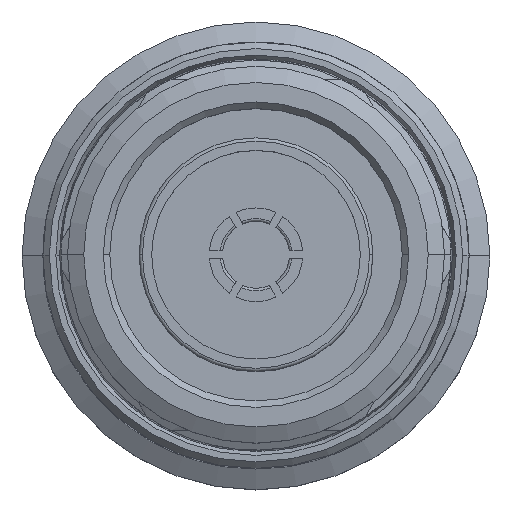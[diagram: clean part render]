
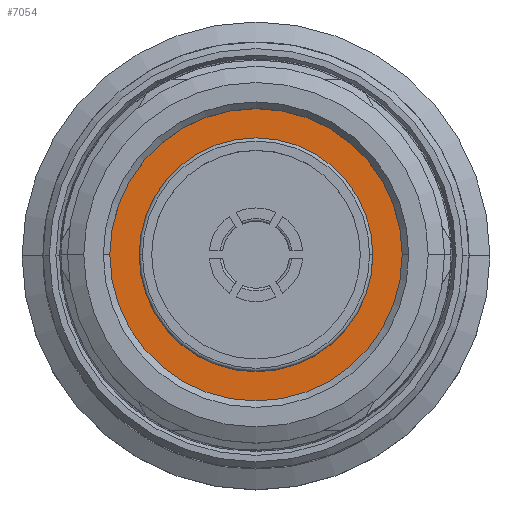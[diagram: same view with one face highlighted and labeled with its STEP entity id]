
A CAD part, top view. The second image highlights one B-rep face of the part: STEP entity #7054.
In plain terms, the highlighted planar face has unit normal (0, 0, 1).
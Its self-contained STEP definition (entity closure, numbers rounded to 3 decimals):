
#168 = DIRECTION ( 'NONE',  ( -1., 0., 0. ) ) ;
#179 = VERTEX_POINT ( 'NONE', #556 ) ;
#319 = DIRECTION ( 'NONE',  ( 0., 0., 1. ) ) ;
#556 = CARTESIAN_POINT ( 'NONE',  ( 11.25, 0., -8.5 ) ) ;
#599 = CIRCLE ( 'NONE', #16544, 11.25 ) ;
#1588 = DIRECTION ( 'NONE',  ( 0., 0., 1. ) ) ;
#2283 = DIRECTION ( 'NONE',  ( 0., 0., 1. ) ) ;
#2289 = CIRCLE ( 'NONE', #20043, 8.99 ) ;
#2469 = EDGE_CURVE ( 'NONE', #179, #6634, #599, .T. ) ;
#3619 = ORIENTED_EDGE ( 'NONE', *, *, #7432, .F. ) ;
#3854 = FACE_BOUND ( 'NONE', #18658, .T. ) ;
#4020 = VERTEX_POINT ( 'NONE', #7463 ) ;
#6291 = VERTEX_POINT ( 'NONE', #6768 ) ;
#6516 = CARTESIAN_POINT ( 'NONE',  ( -11.25, 0., -8.5 ) ) ;
#6634 = VERTEX_POINT ( 'NONE', #6516 ) ;
#6768 = CARTESIAN_POINT ( 'NONE',  ( 8.99, 0., -8.5 ) ) ;
#6817 = EDGE_CURVE ( 'NONE', #6291, #4020, #2289, .T. ) ;
#7054 = ADVANCED_FACE ( 'NONE', ( #3854, #16518 ), #11638, .F. ) ;
#7249 = DIRECTION ( 'NONE',  ( 0., 0., 1. ) ) ;
#7432 = EDGE_CURVE ( 'NONE', #4020, #6291, #16180, .T. ) ;
#7463 = CARTESIAN_POINT ( 'NONE',  ( -8.99, 0., -8.5 ) ) ;
#8466 = ORIENTED_EDGE ( 'NONE', *, *, #2469, .T. ) ;
#10072 = DIRECTION ( 'NONE',  ( 0., 0., -1. ) ) ;
#10204 = CARTESIAN_POINT ( 'NONE',  ( 0., 0., -8.5 ) ) ;
#10723 = ORIENTED_EDGE ( 'NONE', *, *, #16314, .T. ) ;
#11465 = CARTESIAN_POINT ( 'NONE',  ( 0., 0., -8.5 ) ) ;
#11638 = PLANE ( 'NONE',  #12501 ) ;
#11834 = CIRCLE ( 'NONE', #15394, 11.25 ) ;
#11845 = DIRECTION ( 'NONE',  ( 1., 0., 0. ) ) ;
#12141 = CARTESIAN_POINT ( 'NONE',  ( 0., 0., -8.5 ) ) ;
#12501 = AXIS2_PLACEMENT_3D ( 'NONE', #20018, #10072, #168 ) ;
#13139 = DIRECTION ( 'NONE',  ( 1., 0., 0. ) ) ;
#13826 = DIRECTION ( 'NONE',  ( 1., 0., 0. ) ) ;
#15394 = AXIS2_PLACEMENT_3D ( 'NONE', #17179, #7249, #18839 ) ;
#16180 = CIRCLE ( 'NONE', #21372, 8.99 ) ;
#16314 = EDGE_CURVE ( 'NONE', #6634, #179, #11834, .T. ) ;
#16518 = FACE_OUTER_BOUND ( 'NONE', #18386, .T. ) ;
#16544 = AXIS2_PLACEMENT_3D ( 'NONE', #10204, #319, #11845 ) ;
#17179 = CARTESIAN_POINT ( 'NONE',  ( 0., 0., -8.5 ) ) ;
#18386 = EDGE_LOOP ( 'NONE', ( #8466, #10723 ) ) ;
#18658 = EDGE_LOOP ( 'NONE', ( #18845, #3619 ) ) ;
#18839 = DIRECTION ( 'NONE',  ( 1., 0., 0. ) ) ;
#18845 = ORIENTED_EDGE ( 'NONE', *, *, #6817, .F. ) ;
#20018 = CARTESIAN_POINT ( 'NONE',  ( 0., 8.99, -8.5 ) ) ;
#20043 = AXIS2_PLACEMENT_3D ( 'NONE', #12141, #2283, #13826 ) ;
#21372 = AXIS2_PLACEMENT_3D ( 'NONE', #11465, #1588, #13139 ) ;
